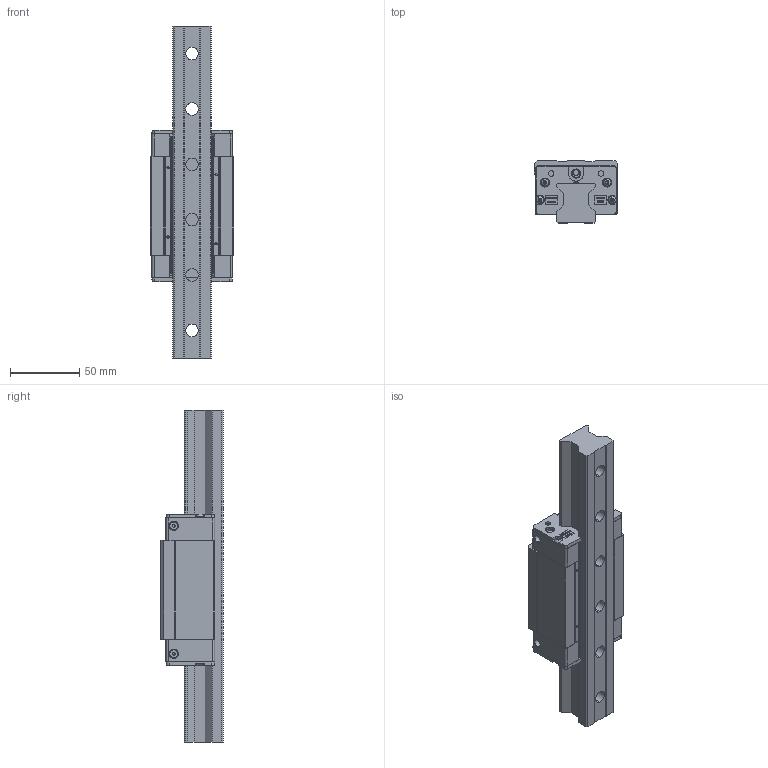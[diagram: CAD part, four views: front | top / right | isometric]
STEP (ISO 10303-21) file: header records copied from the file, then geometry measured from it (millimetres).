
FILE_DESCRIPTION (( 'STEP AP214' ), '1' );
FILE_NAME ('SBR30SL-嫦歎辨.STEP', '2023-10-24T07:21:27', ( 'Windows 餌辨濠' ), ( '' ), 'SwSTEP 2.0', 'SolidWorks 2013', '' );
FILE_SCHEMA (( 'AUTOMOTIVE_DESIGN' ));
Length unit declared in the file: millimetre
Products named in the file (9): SBR30SL-嫦歎辨; SBR-30-RA-CO-M0100-R00 (RAIL); SRBOLT-M3x25L_SS400^SBR30SL-嫦歎辨; SBR30SL 炼钦啊傍肯丰; SBR-30-BS-SN-CO-M1000-R00 (BOTTOM SEAL NORMAL); ж睡墾 Щ溯蝶; ж睡墾 堅鼠; SBR-30-ES-CO-M0400-R02 (END SEAL NBR); SBR-30-EP-CO-M0300-R00 (END PLATE)
Assembly tree (18 placements, depth 3):
  SBR30SL-嫦歎辨
    SBR-30-EP-CO-M0300-R00 (END PLATE)  x2
    SBR-30-ES-CO-M0400-R02 (END SEAL NBR)  x2
    SBR-30-BS-SN-CO-M1000-R00 (BOTTOM SEAL NORMAL)  x2
      ж睡墾 堅鼠
      ж睡墾 Щ溯蝶
    SBR30SL 炼钦啊傍肯丰
    SRBOLT-M3x25L_SS400^SBR30SL-嫦歎辨  x8
    SBR-30-RA-CO-M0100-R00 (RAIL)
Bounding box: 60.1 x 45 x 240 mm (x, y, z)
Volume: 291022 mm3; surface area: 100195.3 mm2
Topology: 18 solids, 50 shells, 2604 faces, 6598 edges, 4306 vertices
Faces by surface type: plane 1554, bspline 598, cylinder 304, cone 76, torus 56, sphere 16
Entity records: 55556 total; most frequent: CARTESIAN_POINT 24380, ORIENTED_EDGE 6710, DIRECTION 5284, EDGE_CURVE 3355, VECTOR 2308, LINE 2308, VERTEX_POINT 2212, AXIS2_PLACEMENT_3D 1488
